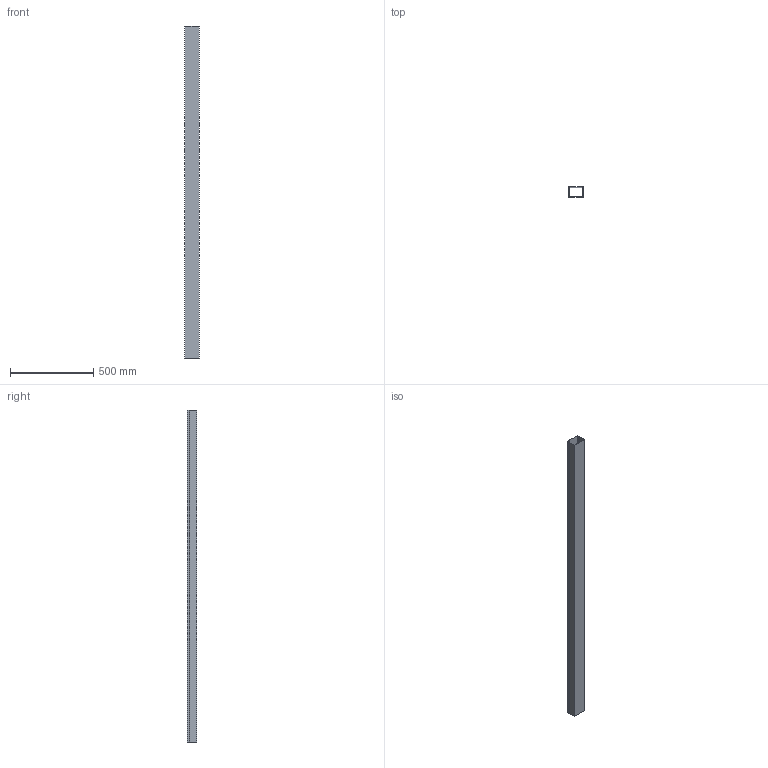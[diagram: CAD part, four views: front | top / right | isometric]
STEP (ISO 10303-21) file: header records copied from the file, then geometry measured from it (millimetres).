
FILE_DESCRIPTION (( 'STEP AP214' ), '1' );
FILE_NAME ('6027113.stp', '2016-06-07T10:56:44', ( '' ), ( '' ), 'SwSTEP 2.0', 'SolidWorks 2014', '' );
FILE_SCHEMA (( 'AUTOMOTIVE_DESIGN' ));
Length unit declared in the file: millimetre
Products named in the file (3): Part6; Part4; 6027113
Assembly tree (2 placements, depth 2):
  6027113
    Part4
    Part6
Bounding box: 88.5 x 59.8 x 2000 mm (x, y, z)
Volume: 1218025.5 mm3; surface area: 1289749.2 mm2
Topology: 2 solids, 2 shells, 44 faces, 120 edges, 80 vertices
Faces by surface type: plane 36, cylinder 8
Entity records: 1490 total; most frequent: CARTESIAN_POINT 249, ORIENTED_EDGE 240, DIRECTION 234, EDGE_CURVE 120, LINE 104, VECTOR 104, VERTEX_POINT 80, AXIS2_PLACEMENT_3D 65
